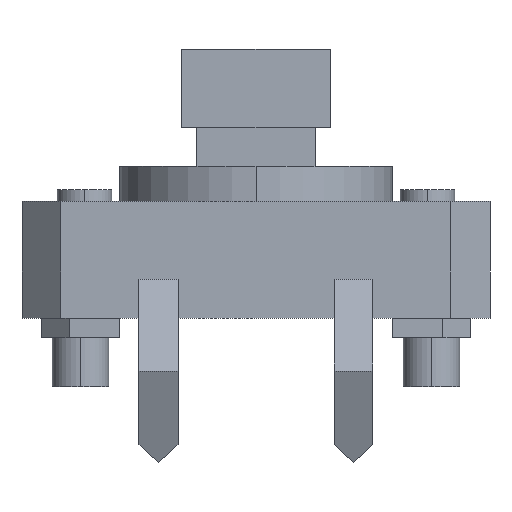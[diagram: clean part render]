
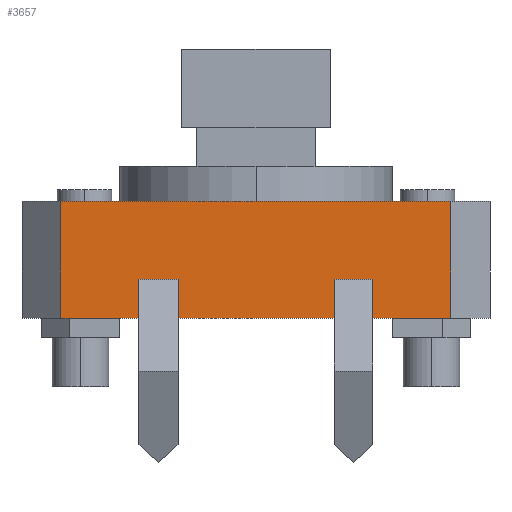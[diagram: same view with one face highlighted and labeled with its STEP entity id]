
A CAD part, left-side view. The second image highlights one B-rep face of the part: STEP entity #3657.
In plain terms, the highlighted planar face has unit normal (-1, 0, 0).
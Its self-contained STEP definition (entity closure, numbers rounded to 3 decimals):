
#32 = EDGE_CURVE ( 'NONE', #3164, #2247, #3365, .T. ) ;
#45 = ORIENTED_EDGE ( 'NONE', *, *, #3919, .T. ) ;
#90 = FACE_OUTER_BOUND ( 'NONE', #2286, .T. ) ;
#113 = VECTOR ( 'NONE', #1816, 1000. ) ;
#119 = VECTOR ( 'NONE', #3647, 1000. ) ;
#121 = ORIENTED_EDGE ( 'NONE', *, *, #3716, .T. ) ;
#122 = CARTESIAN_POINT ( 'NONE',  ( -6., 2., 1. ) ) ;
#143 = VERTEX_POINT ( 'NONE', #1616 ) ;
#198 = VECTOR ( 'NONE', #3363, 1000. ) ;
#246 = VECTOR ( 'NONE', #3103, 1000. ) ;
#314 = CARTESIAN_POINT ( 'NONE',  ( -6., 3., 0.489 ) ) ;
#316 = CARTESIAN_POINT ( 'NONE',  ( -6., 1.5, 1. ) ) ;
#443 = ORIENTED_EDGE ( 'NONE', *, *, #2232, .T. ) ;
#455 = VERTEX_POINT ( 'NONE', #1788 ) ;
#469 = VERTEX_POINT ( 'NONE', #1593 ) ;
#529 = VERTEX_POINT ( 'NONE', #1607 ) ;
#544 = VECTOR ( 'NONE', #1532, 1000. ) ;
#562 = CARTESIAN_POINT ( 'NONE',  ( -6., 3., -0.675 ) ) ;
#611 = CARTESIAN_POINT ( 'NONE',  ( -6., 1.5, 0.489 ) ) ;
#613 = VECTOR ( 'NONE', #1939, 1000. ) ;
#651 = CARTESIAN_POINT ( 'NONE',  ( -6., -5., 0. ) ) ;
#689 = LINE ( 'NONE', #1899, #246 ) ;
#732 = EDGE_CURVE ( 'NONE', #469, #2247, #3887, .T. ) ;
#734 = CARTESIAN_POINT ( 'NONE',  ( -6., 6., 3. ) ) ;
#742 = ORIENTED_EDGE ( 'NONE', *, *, #3386, .T. ) ;
#766 = DIRECTION ( 'NONE',  ( 0., -1., 0. ) ) ;
#810 = VECTOR ( 'NONE', #1861, 1000. ) ;
#841 = EDGE_CURVE ( 'NONE', #455, #143, #3038, .T. ) ;
#845 = ORIENTED_EDGE ( 'NONE', *, *, #2865, .T. ) ;
#948 = LINE ( 'NONE', #2159, #198 ) ;
#990 = EDGE_CURVE ( 'NONE', #529, #3164, #3441, .T. ) ;
#1013 = CARTESIAN_POINT ( 'NONE',  ( -6., 6., 0. ) ) ;
#1053 = DIRECTION ( 'NONE',  ( 0., 0., -1. ) ) ;
#1163 = DIRECTION ( 'NONE',  ( 0., 0., 1. ) ) ;
#1180 = CARTESIAN_POINT ( 'NONE',  ( -6., 6., 0. ) ) ;
#1232 = LINE ( 'NONE', #2434, #119 ) ;
#1315 = FACE_BOUND ( 'NONE', #1399, .T. ) ;
#1399 = EDGE_LOOP ( 'NONE', ( #742, #45, #121, #2343 ) ) ;
#1433 = ORIENTED_EDGE ( 'NONE', *, *, #732, .T. ) ;
#1477 = VERTEX_POINT ( 'NONE', #1597 ) ;
#1532 = DIRECTION ( 'NONE',  ( 0., -1., 0. ) ) ;
#1569 = CARTESIAN_POINT ( 'NONE',  ( -6., -2., 0.489 ) ) ;
#1593 = CARTESIAN_POINT ( 'NONE',  ( -6., 5., 0. ) ) ;
#1597 = CARTESIAN_POINT ( 'NONE',  ( -6., 3., 1. ) ) ;
#1607 = CARTESIAN_POINT ( 'NONE',  ( -6., 5., 3. ) ) ;
#1616 = CARTESIAN_POINT ( 'NONE',  ( -6., -3., 1. ) ) ;
#1710 = EDGE_CURVE ( 'NONE', #469, #529, #2669, .T. ) ;
#1765 = DIRECTION ( 'NONE',  ( 0., 0., 1. ) ) ;
#1788 = CARTESIAN_POINT ( 'NONE',  ( -6., -2., 1. ) ) ;
#1816 = DIRECTION ( 'NONE',  ( 0., 1., 0. ) ) ;
#1855 = VERTEX_POINT ( 'NONE', #1569 ) ;
#1858 = VECTOR ( 'NONE', #766, 1000. ) ;
#1861 = DIRECTION ( 'NONE',  ( 0., 0., -1. ) ) ;
#1899 = CARTESIAN_POINT ( 'NONE',  ( -6., -2., -0.675 ) ) ;
#1935 = EDGE_CURVE ( 'NONE', #1855, #455, #689, .T. ) ;
#1939 = DIRECTION ( 'NONE',  ( 0., -1., 0. ) ) ;
#2020 = VERTEX_POINT ( 'NONE', #122 ) ;
#2074 = VECTOR ( 'NONE', #1765, 1000. ) ;
#2159 = CARTESIAN_POINT ( 'NONE',  ( -6., 4.5, 0.489 ) ) ;
#2227 = DIRECTION ( 'NONE',  ( -1., 0., 0. ) ) ;
#2232 = EDGE_CURVE ( 'NONE', #2971, #1855, #3323, .T. ) ;
#2247 = VERTEX_POINT ( 'NONE', #3342 ) ;
#2269 = LINE ( 'NONE', #3469, #1858 ) ;
#2281 = CARTESIAN_POINT ( 'NONE',  ( -6., -3., 0.489 ) ) ;
#2286 = EDGE_LOOP ( 'NONE', ( #2532, #3355, #3580, #1433 ) ) ;
#2326 = VECTOR ( 'NONE', #1163, 1000. ) ;
#2343 = ORIENTED_EDGE ( 'NONE', *, *, #3708, .T. ) ;
#2379 = DIRECTION ( 'NONE',  ( 0., -1., 0. ) ) ;
#2434 = CARTESIAN_POINT ( 'NONE',  ( -6., -3., -0.675 ) ) ;
#2517 = FACE_BOUND ( 'NONE', #2602, .T. ) ;
#2532 = ORIENTED_EDGE ( 'NONE', *, *, #32, .F. ) ;
#2562 = LINE ( 'NONE', #3763, #3566 ) ;
#2602 = EDGE_LOOP ( 'NONE', ( #443, #2930, #3650, #845 ) ) ;
#2669 = LINE ( 'NONE', #3870, #2326 ) ;
#2749 = CARTESIAN_POINT ( 'NONE',  ( -6., -5., 3. ) ) ;
#2857 = VERTEX_POINT ( 'NONE', #314 ) ;
#2865 = EDGE_CURVE ( 'NONE', #143, #2971, #1232, .T. ) ;
#2900 = CARTESIAN_POINT ( 'NONE',  ( -6., 2., 0.489 ) ) ;
#2930 = ORIENTED_EDGE ( 'NONE', *, *, #1935, .T. ) ;
#2971 = VERTEX_POINT ( 'NONE', #2281 ) ;
#3038 = LINE ( 'NONE', #316, #544 ) ;
#3077 = VECTOR ( 'NONE', #2379, 1000. ) ;
#3103 = DIRECTION ( 'NONE',  ( 0., 0., 1. ) ) ;
#3164 = VERTEX_POINT ( 'NONE', #2749 ) ;
#3185 = VERTEX_POINT ( 'NONE', #2900 ) ;
#3247 = AXIS2_PLACEMENT_3D ( 'NONE', #1013, #2227, #3429 ) ;
#3278 = LINE ( 'NONE', #562, #2074 ) ;
#3323 = LINE ( 'NONE', #611, #113 ) ;
#3342 = CARTESIAN_POINT ( 'NONE',  ( -6., -5., 0. ) ) ;
#3355 = ORIENTED_EDGE ( 'NONE', *, *, #990, .F. ) ;
#3363 = DIRECTION ( 'NONE',  ( 0., 1., 0. ) ) ;
#3365 = LINE ( 'NONE', #651, #810 ) ;
#3386 = EDGE_CURVE ( 'NONE', #3185, #2857, #948, .T. ) ;
#3429 = DIRECTION ( 'NONE',  ( 0., 0., 1. ) ) ;
#3441 = LINE ( 'NONE', #734, #613 ) ;
#3469 = CARTESIAN_POINT ( 'NONE',  ( -6., 4.5, 1. ) ) ;
#3566 = VECTOR ( 'NONE', #1053, 1000. ) ;
#3580 = ORIENTED_EDGE ( 'NONE', *, *, #1710, .F. ) ;
#3647 = DIRECTION ( 'NONE',  ( 0., 0., -1. ) ) ;
#3650 = ORIENTED_EDGE ( 'NONE', *, *, #841, .T. ) ;
#3657 = ADVANCED_FACE ( 'NONE', ( #90, #1315, #2517 ), #3727, .T. ) ;
#3708 = EDGE_CURVE ( 'NONE', #2020, #3185, #2562, .T. ) ;
#3716 = EDGE_CURVE ( 'NONE', #1477, #2020, #2269, .T. ) ;
#3727 = PLANE ( 'NONE',  #3247 ) ;
#3763 = CARTESIAN_POINT ( 'NONE',  ( -6., 2., -0.675 ) ) ;
#3870 = CARTESIAN_POINT ( 'NONE',  ( -6., 5., 0. ) ) ;
#3887 = LINE ( 'NONE', #1180, #3077 ) ;
#3919 = EDGE_CURVE ( 'NONE', #2857, #1477, #3278, .T. ) ;
